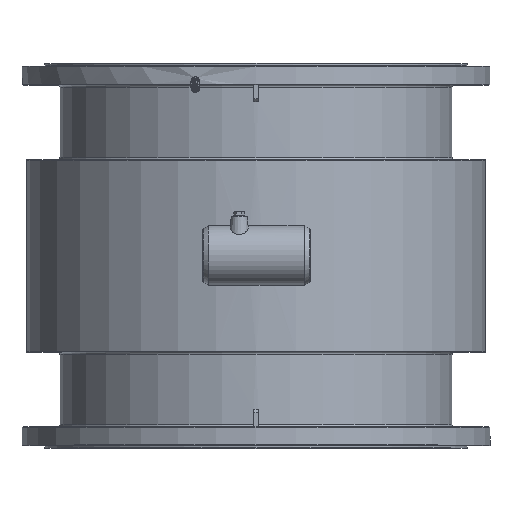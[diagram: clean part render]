
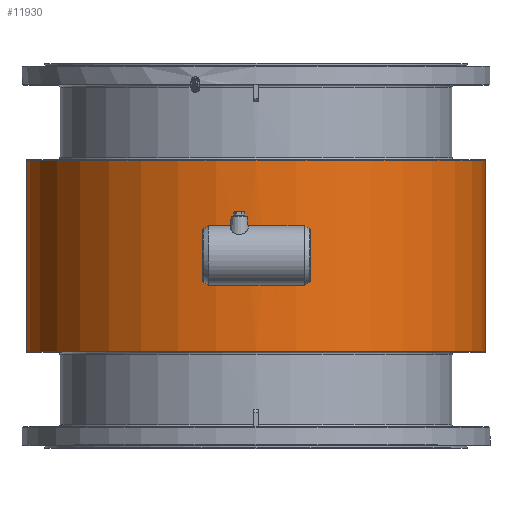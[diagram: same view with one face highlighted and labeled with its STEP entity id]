
A CAD part, top view. The second image highlights one B-rep face of the part: STEP entity #11930.
In plain terms, the highlighted cylindrical face has radius 477.5 mm (diameter 955 mm), a full revolution.
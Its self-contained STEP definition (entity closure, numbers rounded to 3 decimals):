
#1036=B_SPLINE_CURVE_WITH_KNOTS('',3,(#28678,#28679,#28680,#28681,#28682,
#28683,#28684,#28685,#28686,#28687,#28688,#28689,#28690,#28691,#28692,#28693,
#28694,#28695,#28696,#28697,#28698,#28699,#28700,#28701,#28702,#28703,#28704,
#28705,#28706,#28707,#28708,#28709,#28710,#28711,#28712),.UNSPECIFIED.,
 .F.,.F.,(4,2,2,2,2,2,2,2,3,2,2,2,2,2,2,2,4),(-3.165,-2.769,
-2.373,-1.978,-1.582,-1.187,
-0.791,-0.396,0.,0.396,0.791,
1.187,1.582,1.978,2.373,2.769,
3.165),.UNSPECIFIED.);
#1037=B_SPLINE_CURVE_WITH_KNOTS('',3,(#28713,#28714,#28715,#28716,#28717,
#28718,#28719,#28720,#28721,#28722,#28723,#28724,#28725,#28726,#28727,#28728,
#28729,#28730,#28731,#28732,#28733,#28734,#28735,#28736,#28737,#28738,#28739,
#28740,#28741,#28742,#28743,#28744,#28745,#28746),.UNSPECIFIED.,.F.,.F.,
(4,2,2,2,2,2,2,2,2,2,2,2,2,2,2,2,4),(3.165,3.56,
3.956,4.351,4.747,5.142,5.538,
5.934,6.329,6.725,7.12,7.516,
7.912,8.307,8.703,9.098,9.494),
 .UNSPECIFIED.);
#1638=LINE('',#28675,#2314);
#2314=VECTOR('',#14640,477.5);
#2788=CYLINDRICAL_SURFACE('',#12876,477.5);
#3005=FACE_BOUND('',#4136,.T.);
#3320=FACE_OUTER_BOUND('',#4135,.T.);
#4135=EDGE_LOOP('',(#9404,#9405,#9406,#9407));
#4136=EDGE_LOOP('',(#9408,#9409));
#4882=CIRCLE('',#12873,477.5);
#4885=CIRCLE('',#12877,477.5);
#5621=VERTEX_POINT('',#28667);
#5623=VERTEX_POINT('',#28673);
#5624=VERTEX_POINT('',#28676);
#5625=VERTEX_POINT('',#28677);
#7005=EDGE_CURVE('',#5621,#5621,#4882,.T.);
#7008=EDGE_CURVE('',#5623,#5623,#4885,.T.);
#7009=EDGE_CURVE('',#5623,#5621,#1638,.T.);
#7010=EDGE_CURVE('',#5624,#5625,#1036,.T.);
#7011=EDGE_CURVE('',#5625,#5624,#1037,.T.);
#9404=ORIENTED_EDGE('',*,*,#7008,.F.);
#9405=ORIENTED_EDGE('',*,*,#7009,.T.);
#9406=ORIENTED_EDGE('',*,*,#7005,.F.);
#9407=ORIENTED_EDGE('',*,*,#7009,.F.);
#9408=ORIENTED_EDGE('',*,*,#7010,.T.);
#9409=ORIENTED_EDGE('',*,*,#7011,.T.);
#11930=ADVANCED_FACE('',(#3320,#3005),#2788,.T.);
#12873=AXIS2_PLACEMENT_3D('',#28668,#14630,#14631);
#12876=AXIS2_PLACEMENT_3D('',#28672,#14636,#14637);
#12877=AXIS2_PLACEMENT_3D('',#28674,#14638,#14639);
#14630=DIRECTION('center_axis',(0.,0.,
1.));
#14631=DIRECTION('ref_axis',(0.,1.,0.));
#14636=DIRECTION('center_axis',(0.,0.,
-1.));
#14637=DIRECTION('ref_axis',(0.,-1.,0.));
#14638=DIRECTION('center_axis',(0.,0.,
-1.));
#14639=DIRECTION('ref_axis',(0.,1.,0.));
#14640=DIRECTION('',(0.,0.,1.));
#28667=CARTESIAN_POINT('',(95.,1145.25,199.));
#28668=CARTESIAN_POINT('Origin',(95.,667.75,199.));
#28672=CARTESIAN_POINT('Origin',(95.,667.75,0.));
#28673=CARTESIAN_POINT('',(95.,1145.25,-199.));
#28674=CARTESIAN_POINT('Origin',(95.,667.75,-199.));
#28675=CARTESIAN_POINT('',(95.,1145.25,0.));
#28676=CARTESIAN_POINT('',(95.,190.25,21.));
#28677=CARTESIAN_POINT('',(95.,190.25,-21.));
#28678=CARTESIAN_POINT('Ctrl Pts',(95.,190.25,21.));
#28679=CARTESIAN_POINT('Ctrl Pts',(96.319,190.25,21.));
#28680=CARTESIAN_POINT('Ctrl Pts',(97.682,190.256,20.874));
#28681=CARTESIAN_POINT('Ctrl Pts',(100.395,190.279,20.342));
#28682=CARTESIAN_POINT('Ctrl Pts',(101.743,190.296,19.937));
#28683=CARTESIAN_POINT('Ctrl Pts',(104.33,190.339,18.865));
#28684=CARTESIAN_POINT('Ctrl Pts',(105.57,190.366,18.198));
#28685=CARTESIAN_POINT('Ctrl Pts',(107.864,190.422,16.656));
#28686=CARTESIAN_POINT('Ctrl Pts',(108.917,190.452,15.781));
#28687=CARTESIAN_POINT('Ctrl Pts',(110.781,190.51,13.917));
#28688=CARTESIAN_POINT('Ctrl Pts',(111.656,190.54,12.864));
#28689=CARTESIAN_POINT('Ctrl Pts',(113.198,190.596,10.57));
#28690=CARTESIAN_POINT('Ctrl Pts',(113.865,190.623,9.33));
#28691=CARTESIAN_POINT('Ctrl Pts',(114.937,190.666,6.743));
#28692=CARTESIAN_POINT('Ctrl Pts',(115.342,190.683,5.395));
#28693=CARTESIAN_POINT('Ctrl Pts',(115.874,190.706,2.682));
#28694=CARTESIAN_POINT('Ctrl Pts',(116.,190.712,1.319));
#28695=CARTESIAN_POINT('Ctrl Pts',(116.,190.712,0.));
#28696=CARTESIAN_POINT('Ctrl Pts',(116.,190.712,-1.319));
#28697=CARTESIAN_POINT('Ctrl Pts',(115.874,190.706,-2.682));
#28698=CARTESIAN_POINT('Ctrl Pts',(115.342,190.683,-5.395));
#28699=CARTESIAN_POINT('Ctrl Pts',(114.937,190.666,-6.743));
#28700=CARTESIAN_POINT('Ctrl Pts',(113.865,190.623,-9.33));
#28701=CARTESIAN_POINT('Ctrl Pts',(113.198,190.596,-10.57));
#28702=CARTESIAN_POINT('Ctrl Pts',(111.656,190.54,-12.864));
#28703=CARTESIAN_POINT('Ctrl Pts',(110.781,190.51,-13.917));
#28704=CARTESIAN_POINT('Ctrl Pts',(108.917,190.452,-15.781));
#28705=CARTESIAN_POINT('Ctrl Pts',(107.864,190.422,-16.656));
#28706=CARTESIAN_POINT('Ctrl Pts',(105.57,190.366,-18.198));
#28707=CARTESIAN_POINT('Ctrl Pts',(104.33,190.339,-18.865));
#28708=CARTESIAN_POINT('Ctrl Pts',(101.743,190.296,-19.937));
#28709=CARTESIAN_POINT('Ctrl Pts',(100.395,190.279,-20.342));
#28710=CARTESIAN_POINT('Ctrl Pts',(97.682,190.256,-20.874));
#28711=CARTESIAN_POINT('Ctrl Pts',(96.319,190.25,-21.));
#28712=CARTESIAN_POINT('Ctrl Pts',(95.,190.25,-21.));
#28713=CARTESIAN_POINT('Ctrl Pts',(95.,190.25,-21.));
#28714=CARTESIAN_POINT('Ctrl Pts',(93.681,190.25,-21.));
#28715=CARTESIAN_POINT('Ctrl Pts',(92.318,190.256,-20.874));
#28716=CARTESIAN_POINT('Ctrl Pts',(89.605,190.279,-20.342));
#28717=CARTESIAN_POINT('Ctrl Pts',(88.257,190.296,-19.937));
#28718=CARTESIAN_POINT('Ctrl Pts',(85.67,190.339,-18.865));
#28719=CARTESIAN_POINT('Ctrl Pts',(84.43,190.366,-18.198));
#28720=CARTESIAN_POINT('Ctrl Pts',(82.136,190.422,-16.656));
#28721=CARTESIAN_POINT('Ctrl Pts',(81.083,190.452,-15.781));
#28722=CARTESIAN_POINT('Ctrl Pts',(79.219,190.51,-13.917));
#28723=CARTESIAN_POINT('Ctrl Pts',(78.344,190.54,-12.864));
#28724=CARTESIAN_POINT('Ctrl Pts',(76.802,190.596,-10.57));
#28725=CARTESIAN_POINT('Ctrl Pts',(76.135,190.623,-9.33));
#28726=CARTESIAN_POINT('Ctrl Pts',(75.063,190.666,-6.743));
#28727=CARTESIAN_POINT('Ctrl Pts',(74.658,190.683,-5.395));
#28728=CARTESIAN_POINT('Ctrl Pts',(74.126,190.706,-2.682));
#28729=CARTESIAN_POINT('Ctrl Pts',(74.,190.712,-1.319));
#28730=CARTESIAN_POINT('Ctrl Pts',(74.,190.712,1.319));
#28731=CARTESIAN_POINT('Ctrl Pts',(74.126,190.706,2.682));
#28732=CARTESIAN_POINT('Ctrl Pts',(74.658,190.683,5.395));
#28733=CARTESIAN_POINT('Ctrl Pts',(75.063,190.666,6.743));
#28734=CARTESIAN_POINT('Ctrl Pts',(76.135,190.623,9.33));
#28735=CARTESIAN_POINT('Ctrl Pts',(76.802,190.596,10.57));
#28736=CARTESIAN_POINT('Ctrl Pts',(78.344,190.54,12.864));
#28737=CARTESIAN_POINT('Ctrl Pts',(79.219,190.51,13.917));
#28738=CARTESIAN_POINT('Ctrl Pts',(81.083,190.452,15.781));
#28739=CARTESIAN_POINT('Ctrl Pts',(82.136,190.422,16.656));
#28740=CARTESIAN_POINT('Ctrl Pts',(84.43,190.366,18.198));
#28741=CARTESIAN_POINT('Ctrl Pts',(85.67,190.339,18.865));
#28742=CARTESIAN_POINT('Ctrl Pts',(88.257,190.296,19.937));
#28743=CARTESIAN_POINT('Ctrl Pts',(89.605,190.279,20.342));
#28744=CARTESIAN_POINT('Ctrl Pts',(92.318,190.256,20.874));
#28745=CARTESIAN_POINT('Ctrl Pts',(93.681,190.25,21.));
#28746=CARTESIAN_POINT('Ctrl Pts',(95.,190.25,21.));
